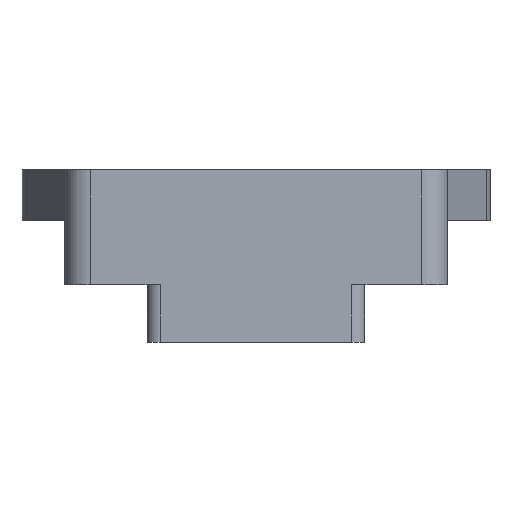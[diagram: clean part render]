
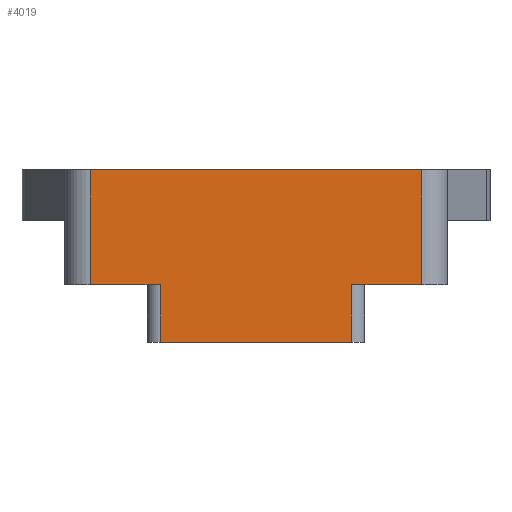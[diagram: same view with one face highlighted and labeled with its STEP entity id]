
A CAD part, front view. The second image highlights one B-rep face of the part: STEP entity #4019.
In plain terms, the highlighted planar face has unit normal (0, -1, 0).
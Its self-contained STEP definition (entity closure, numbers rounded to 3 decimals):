
#528 = PLANE('',#529);
#529 = AXIS2_PLACEMENT_3D('',#530,#531,#532);
#530 = CARTESIAN_POINT('',(0.,11.645,0.3));
#531 = DIRECTION('',(0.,0.,1.));
#532 = DIRECTION('',(1.,0.,0.));
#578 = PLANE('',#579);
#579 = AXIS2_PLACEMENT_3D('',#580,#581,#582);
#580 = CARTESIAN_POINT('',(0.,7.324,9.3));
#581 = DIRECTION('',(0.,0.,1.));
#582 = DIRECTION('',(1.,0.,0.));
#709 = CYLINDRICAL_SURFACE('',#710,2.);
#710 = AXIS2_PLACEMENT_3D('',#711,#712,#713);
#711 = CARTESIAN_POINT('',(-12.975,-4.279,0.3));
#712 = DIRECTION('',(0.,0.,1.));
#713 = DIRECTION('',(1.,0.,0.));
#1280 = VERTEX_POINT('',#1281);
#1281 = CARTESIAN_POINT('',(-7.5,-6.279,0.3));
#1296 = CYLINDRICAL_SURFACE('',#1297,1.);
#1297 = AXIS2_PLACEMENT_3D('',#1298,#1299,#1300);
#1298 = CARTESIAN_POINT('',(-7.5,-5.279,0.3));
#1299 = DIRECTION('',(0.,0.,-1.));
#1300 = DIRECTION('',(-0.707,-0.707,-0.));
#1307 = EDGE_CURVE('',#1280,#1308,#1310,.T.);
#1308 = VERTEX_POINT('',#1309);
#1309 = CARTESIAN_POINT('',(-12.975,-6.279,0.3));
#1310 = SURFACE_CURVE('',#1311,(#1315,#1322),.PCURVE_S1.);
#1311 = LINE('',#1312,#1313);
#1312 = CARTESIAN_POINT('',(12.975,-6.279,0.3));
#1313 = VECTOR('',#1314,1.);
#1314 = DIRECTION('',(-1.,0.,0.));
#1315 = PCURVE('',#528,#1316);
#1316 = DEFINITIONAL_REPRESENTATION('',(#1317),#1321);
#1317 = LINE('',#1318,#1319);
#1318 = CARTESIAN_POINT('',(12.975,-17.924));
#1319 = VECTOR('',#1320,1.);
#1320 = DIRECTION('',(-1.,0.));
#1321 = ( GEOMETRIC_REPRESENTATION_CONTEXT(2) 
PARAMETRIC_REPRESENTATION_CONTEXT() REPRESENTATION_CONTEXT('2D SPACE',''
  ) );
#1322 = PCURVE('',#1323,#1328);
#1323 = PLANE('',#1324);
#1324 = AXIS2_PLACEMENT_3D('',#1325,#1326,#1327);
#1325 = CARTESIAN_POINT('',(-12.975,-6.279,0.3));
#1326 = DIRECTION('',(0.,-1.,0.));
#1327 = DIRECTION('',(1.,0.,0.));
#1328 = DEFINITIONAL_REPRESENTATION('',(#1329),#1333);
#1329 = LINE('',#1330,#1331);
#1330 = CARTESIAN_POINT('',(25.95,0.));
#1331 = VECTOR('',#1332,1.);
#1332 = DIRECTION('',(-1.,0.));
#1333 = ( GEOMETRIC_REPRESENTATION_CONTEXT(2) 
PARAMETRIC_REPRESENTATION_CONTEXT() REPRESENTATION_CONTEXT('2D SPACE',''
  ) );
#1767 = VERTEX_POINT('',#1768);
#1768 = CARTESIAN_POINT('',(12.975,-6.279,0.3));
#1787 = CYLINDRICAL_SURFACE('',#1788,2.);
#1788 = AXIS2_PLACEMENT_3D('',#1789,#1790,#1791);
#1789 = CARTESIAN_POINT('',(12.975,-4.279,0.3));
#1790 = DIRECTION('',(0.,0.,1.));
#1791 = DIRECTION('',(0.,1.,0.));
#1798 = EDGE_CURVE('',#1767,#1799,#1801,.T.);
#1799 = VERTEX_POINT('',#1800);
#1800 = CARTESIAN_POINT('',(7.5,-6.279,0.3));
#1801 = SURFACE_CURVE('',#1802,(#1806,#1813),.PCURVE_S1.);
#1802 = LINE('',#1803,#1804);
#1803 = CARTESIAN_POINT('',(12.975,-6.279,0.3));
#1804 = VECTOR('',#1805,1.);
#1805 = DIRECTION('',(-1.,0.,0.));
#1806 = PCURVE('',#528,#1807);
#1807 = DEFINITIONAL_REPRESENTATION('',(#1808),#1812);
#1808 = LINE('',#1809,#1810);
#1809 = CARTESIAN_POINT('',(12.975,-17.924));
#1810 = VECTOR('',#1811,1.);
#1811 = DIRECTION('',(-1.,0.));
#1812 = ( GEOMETRIC_REPRESENTATION_CONTEXT(2) 
PARAMETRIC_REPRESENTATION_CONTEXT() REPRESENTATION_CONTEXT('2D SPACE',''
  ) );
#1813 = PCURVE('',#1323,#1814);
#1814 = DEFINITIONAL_REPRESENTATION('',(#1815),#1819);
#1815 = LINE('',#1816,#1817);
#1816 = CARTESIAN_POINT('',(25.95,0.));
#1817 = VECTOR('',#1818,1.);
#1818 = DIRECTION('',(-1.,0.));
#1819 = ( GEOMETRIC_REPRESENTATION_CONTEXT(2) 
PARAMETRIC_REPRESENTATION_CONTEXT() REPRESENTATION_CONTEXT('2D SPACE',''
  ) );
#1838 = CYLINDRICAL_SURFACE('',#1839,1.);
#1839 = AXIS2_PLACEMENT_3D('',#1840,#1841,#1842);
#1840 = CARTESIAN_POINT('',(7.5,-5.279,0.3));
#1841 = DIRECTION('',(0.,0.,-1.));
#1842 = DIRECTION('',(0.707,-0.707,0.));
#2249 = VERTEX_POINT('',#2250);
#2250 = CARTESIAN_POINT('',(-12.975,-6.279,9.3));
#2271 = EDGE_CURVE('',#2249,#2272,#2274,.T.);
#2272 = VERTEX_POINT('',#2273);
#2273 = CARTESIAN_POINT('',(12.975,-6.279,9.3));
#2274 = SURFACE_CURVE('',#2275,(#2279,#2286),.PCURVE_S1.);
#2275 = LINE('',#2276,#2277);
#2276 = CARTESIAN_POINT('',(-12.975,-6.279,9.3));
#2277 = VECTOR('',#2278,1.);
#2278 = DIRECTION('',(1.,0.,0.));
#2279 = PCURVE('',#578,#2280);
#2280 = DEFINITIONAL_REPRESENTATION('',(#2281),#2285);
#2281 = LINE('',#2282,#2283);
#2282 = CARTESIAN_POINT('',(-12.975,-13.603));
#2283 = VECTOR('',#2284,1.);
#2284 = DIRECTION('',(1.,0.));
#2285 = ( GEOMETRIC_REPRESENTATION_CONTEXT(2) 
PARAMETRIC_REPRESENTATION_CONTEXT() REPRESENTATION_CONTEXT('2D SPACE',''
  ) );
#2286 = PCURVE('',#1323,#2287);
#2287 = DEFINITIONAL_REPRESENTATION('',(#2288),#2292);
#2288 = LINE('',#2289,#2290);
#2289 = CARTESIAN_POINT('',(0.,9.));
#2290 = VECTOR('',#2291,1.);
#2291 = DIRECTION('',(1.,0.));
#2292 = ( GEOMETRIC_REPRESENTATION_CONTEXT(2) 
PARAMETRIC_REPRESENTATION_CONTEXT() REPRESENTATION_CONTEXT('2D SPACE',''
  ) );
#3278 = EDGE_CURVE('',#1308,#2249,#3279,.T.);
#3279 = SURFACE_CURVE('',#3280,(#3284,#3290),.PCURVE_S1.);
#3280 = LINE('',#3281,#3282);
#3281 = CARTESIAN_POINT('',(-12.975,-6.279,0.3));
#3282 = VECTOR('',#3283,1.);
#3283 = DIRECTION('',(0.,0.,1.));
#3284 = PCURVE('',#709,#3285);
#3285 = DEFINITIONAL_REPRESENTATION('',(#3286),#3289);
#3286 = B_SPLINE_CURVE_WITH_KNOTS('',1,(#3287,#3288),.UNSPECIFIED.,.F.,
  .F.,(2,2),(0.,9.),.PIECEWISE_BEZIER_KNOTS.);
#3287 = CARTESIAN_POINT('',(4.712,0.));
#3288 = CARTESIAN_POINT('',(4.712,9.));
#3289 = ( GEOMETRIC_REPRESENTATION_CONTEXT(2) 
PARAMETRIC_REPRESENTATION_CONTEXT() REPRESENTATION_CONTEXT('2D SPACE',''
  ) );
#3290 = PCURVE('',#1323,#3291);
#3291 = DEFINITIONAL_REPRESENTATION('',(#3292),#3296);
#3292 = LINE('',#3293,#3294);
#3293 = CARTESIAN_POINT('',(0.,0.));
#3294 = VECTOR('',#3295,1.);
#3295 = DIRECTION('',(0.,1.));
#3296 = ( GEOMETRIC_REPRESENTATION_CONTEXT(2) 
PARAMETRIC_REPRESENTATION_CONTEXT() REPRESENTATION_CONTEXT('2D SPACE',''
  ) );
#3813 = PLANE('',#3814);
#3814 = AXIS2_PLACEMENT_3D('',#3815,#3816,#3817);
#3815 = CARTESIAN_POINT('',(0.,-4.279,-4.2));
#3816 = DIRECTION('',(0.,0.,-1.));
#3817 = DIRECTION('',(-1.,0.,0.));
#3972 = VERTEX_POINT('',#3973);
#3973 = CARTESIAN_POINT('',(-7.5,-6.279,-4.2));
#3998 = EDGE_CURVE('',#3972,#1280,#3999,.T.);
#3999 = SURFACE_CURVE('',#4000,(#4004,#4010),.PCURVE_S1.);
#4000 = LINE('',#4001,#4002);
#4001 = CARTESIAN_POINT('',(-7.5,-6.279,0.3));
#4002 = VECTOR('',#4003,1.);
#4003 = DIRECTION('',(0.,0.,1.));
#4004 = PCURVE('',#1296,#4005);
#4005 = DEFINITIONAL_REPRESENTATION('',(#4006),#4009);
#4006 = B_SPLINE_CURVE_WITH_KNOTS('',1,(#4007,#4008),.UNSPECIFIED.,.F.,
  .F.,(2,2),(-4.5,0.),.PIECEWISE_BEZIER_KNOTS.);
#4007 = CARTESIAN_POINT('',(5.498,4.5));
#4008 = CARTESIAN_POINT('',(5.498,0.));
#4009 = ( GEOMETRIC_REPRESENTATION_CONTEXT(2) 
PARAMETRIC_REPRESENTATION_CONTEXT() REPRESENTATION_CONTEXT('2D SPACE',''
  ) );
#4010 = PCURVE('',#1323,#4011);
#4011 = DEFINITIONAL_REPRESENTATION('',(#4012),#4016);
#4012 = LINE('',#4013,#4014);
#4013 = CARTESIAN_POINT('',(5.475,0.));
#4014 = VECTOR('',#4015,1.);
#4015 = DIRECTION('',(0.,1.));
#4016 = ( GEOMETRIC_REPRESENTATION_CONTEXT(2) 
PARAMETRIC_REPRESENTATION_CONTEXT() REPRESENTATION_CONTEXT('2D SPACE',''
  ) );
#4019 = ADVANCED_FACE('',(#4020),#1323,.T.);
#4020 = FACE_BOUND('',#4021,.T.);
#4021 = EDGE_LOOP('',(#4022,#4023,#4024,#4047,#4067,#4068,#4088,#4089));
#4022 = ORIENTED_EDGE('',*,*,#1307,.F.);
#4023 = ORIENTED_EDGE('',*,*,#3998,.F.);
#4024 = ORIENTED_EDGE('',*,*,#4025,.F.);
#4025 = EDGE_CURVE('',#4026,#3972,#4028,.T.);
#4026 = VERTEX_POINT('',#4027);
#4027 = CARTESIAN_POINT('',(7.5,-6.279,-4.2));
#4028 = SURFACE_CURVE('',#4029,(#4033,#4040),.PCURVE_S1.);
#4029 = LINE('',#4030,#4031);
#4030 = CARTESIAN_POINT('',(-12.975,-6.279,-4.2));
#4031 = VECTOR('',#4032,1.);
#4032 = DIRECTION('',(-1.,0.,0.));
#4033 = PCURVE('',#1323,#4034);
#4034 = DEFINITIONAL_REPRESENTATION('',(#4035),#4039);
#4035 = LINE('',#4036,#4037);
#4036 = CARTESIAN_POINT('',(0.,-4.5));
#4037 = VECTOR('',#4038,1.);
#4038 = DIRECTION('',(-1.,0.));
#4039 = ( GEOMETRIC_REPRESENTATION_CONTEXT(2) 
PARAMETRIC_REPRESENTATION_CONTEXT() REPRESENTATION_CONTEXT('2D SPACE',''
  ) );
#4040 = PCURVE('',#3813,#4041);
#4041 = DEFINITIONAL_REPRESENTATION('',(#4042),#4046);
#4042 = LINE('',#4043,#4044);
#4043 = CARTESIAN_POINT('',(12.975,-2.));
#4044 = VECTOR('',#4045,1.);
#4045 = DIRECTION('',(1.,0.));
#4046 = ( GEOMETRIC_REPRESENTATION_CONTEXT(2) 
PARAMETRIC_REPRESENTATION_CONTEXT() REPRESENTATION_CONTEXT('2D SPACE',''
  ) );
#4047 = ORIENTED_EDGE('',*,*,#4048,.F.);
#4048 = EDGE_CURVE('',#1799,#4026,#4049,.T.);
#4049 = SURFACE_CURVE('',#4050,(#4054,#4061),.PCURVE_S1.);
#4050 = LINE('',#4051,#4052);
#4051 = CARTESIAN_POINT('',(7.5,-6.279,0.3));
#4052 = VECTOR('',#4053,1.);
#4053 = DIRECTION('',(0.,0.,-1.));
#4054 = PCURVE('',#1323,#4055);
#4055 = DEFINITIONAL_REPRESENTATION('',(#4056),#4060);
#4056 = LINE('',#4057,#4058);
#4057 = CARTESIAN_POINT('',(20.475,0.));
#4058 = VECTOR('',#4059,1.);
#4059 = DIRECTION('',(0.,-1.));
#4060 = ( GEOMETRIC_REPRESENTATION_CONTEXT(2) 
PARAMETRIC_REPRESENTATION_CONTEXT() REPRESENTATION_CONTEXT('2D SPACE',''
  ) );
#4061 = PCURVE('',#1838,#4062);
#4062 = DEFINITIONAL_REPRESENTATION('',(#4063),#4066);
#4063 = B_SPLINE_CURVE_WITH_KNOTS('',1,(#4064,#4065),.UNSPECIFIED.,.F.,
  .F.,(2,2),(0.,4.5),.PIECEWISE_BEZIER_KNOTS.);
#4064 = CARTESIAN_POINT('',(7.069,0.));
#4065 = CARTESIAN_POINT('',(7.069,4.5));
#4066 = ( GEOMETRIC_REPRESENTATION_CONTEXT(2) 
PARAMETRIC_REPRESENTATION_CONTEXT() REPRESENTATION_CONTEXT('2D SPACE',''
  ) );
#4067 = ORIENTED_EDGE('',*,*,#1798,.F.);
#4068 = ORIENTED_EDGE('',*,*,#4069,.T.);
#4069 = EDGE_CURVE('',#1767,#2272,#4070,.T.);
#4070 = SURFACE_CURVE('',#4071,(#4075,#4082),.PCURVE_S1.);
#4071 = LINE('',#4072,#4073);
#4072 = CARTESIAN_POINT('',(12.975,-6.279,0.3));
#4073 = VECTOR('',#4074,1.);
#4074 = DIRECTION('',(0.,0.,1.));
#4075 = PCURVE('',#1323,#4076);
#4076 = DEFINITIONAL_REPRESENTATION('',(#4077),#4081);
#4077 = LINE('',#4078,#4079);
#4078 = CARTESIAN_POINT('',(25.95,0.));
#4079 = VECTOR('',#4080,1.);
#4080 = DIRECTION('',(0.,1.));
#4081 = ( GEOMETRIC_REPRESENTATION_CONTEXT(2) 
PARAMETRIC_REPRESENTATION_CONTEXT() REPRESENTATION_CONTEXT('2D SPACE',''
  ) );
#4082 = PCURVE('',#1787,#4083);
#4083 = DEFINITIONAL_REPRESENTATION('',(#4084),#4087);
#4084 = B_SPLINE_CURVE_WITH_KNOTS('',1,(#4085,#4086),.UNSPECIFIED.,.F.,
  .F.,(2,2),(0.,9.),.PIECEWISE_BEZIER_KNOTS.);
#4085 = CARTESIAN_POINT('',(3.142,0.));
#4086 = CARTESIAN_POINT('',(3.142,9.));
#4087 = ( GEOMETRIC_REPRESENTATION_CONTEXT(2) 
PARAMETRIC_REPRESENTATION_CONTEXT() REPRESENTATION_CONTEXT('2D SPACE',''
  ) );
#4088 = ORIENTED_EDGE('',*,*,#2271,.F.);
#4089 = ORIENTED_EDGE('',*,*,#3278,.F.);
